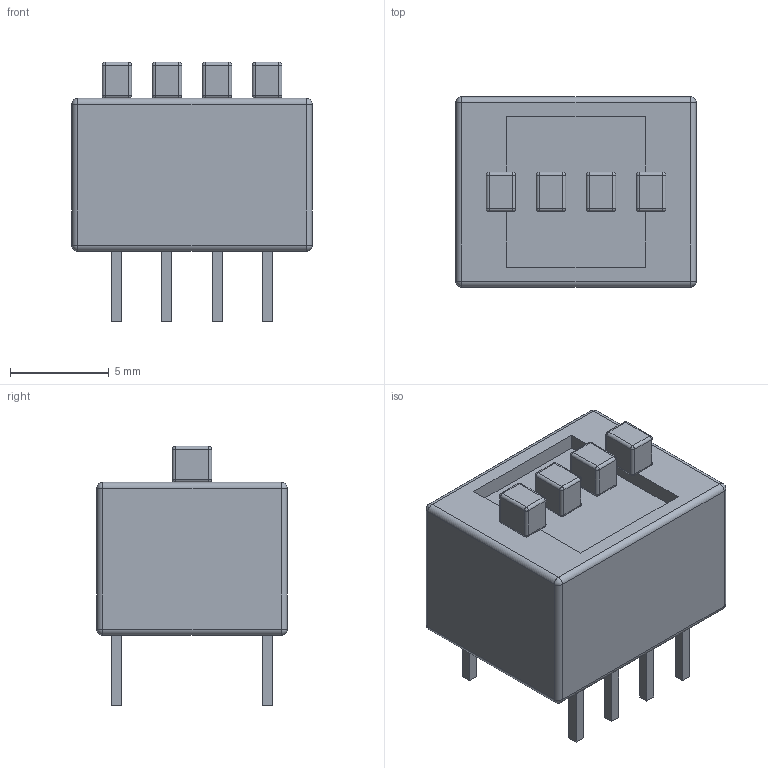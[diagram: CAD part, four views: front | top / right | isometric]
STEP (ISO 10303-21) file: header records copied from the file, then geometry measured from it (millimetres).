
FILE_DESCRIPTION(('FreeCAD Model'),'2;1');
FILE_NAME('Open CASCADE Shape Model','2026-02-26T19:32:33',('FreeCAD'),( 'FreeCAD'),'Open CASCADE STEP processor 7.8','FreeCAD','Unknown');
FILE_SCHEMA(('AUTOMOTIVE_DESIGN { 1 0 10303 214 1 1 1 1 }'));
Length unit declared in the file: millimetre
Products named in the file (1): Open CASCADE STEP translator 7.8 1
Bounding box: 12.19 x 9.65 x 13.16 mm (x, y, z)
Volume: 895.6 mm3; surface area: 703.8 mm2
Topology: 3 solids, 3 shells, 175 faces, 396 edges, 196 vertices
Faces by surface type: plane 75, cylinder 60, sphere 40
Entity records: 4444 total; most frequent: DIRECTION 828, CARTESIAN_POINT 728, ORIENTED_EDGE 712, EDGE_CURVE 356, AXIS2_PLACEMENT_3D 296, LINE 236, VECTOR 236, VERTEX_POINT 196
